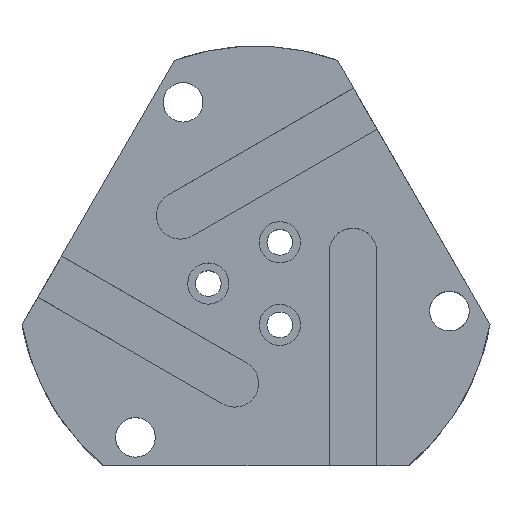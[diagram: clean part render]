
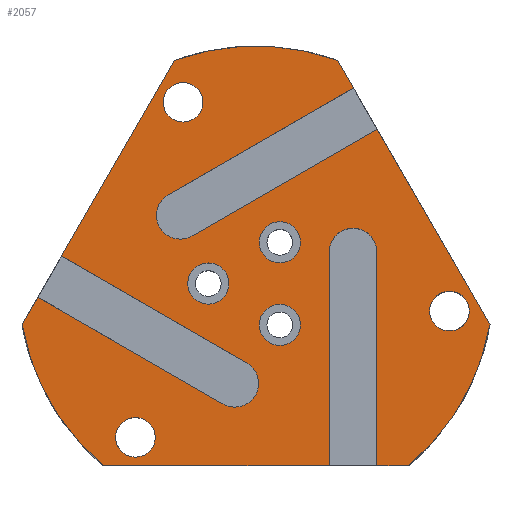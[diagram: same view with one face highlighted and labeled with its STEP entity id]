
A CAD part, top view. The second image highlights one B-rep face of the part: STEP entity #2057.
In plain terms, the highlighted planar face has unit normal (0, 0, 1).
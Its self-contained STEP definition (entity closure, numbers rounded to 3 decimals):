
#535=CARTESIAN_POINT('',(-55.104,-3.404,22.0));
#536=VERTEX_POINT('',#535);
#543=CARTESIAN_POINT('',(-8.338,-30.404,22.0));
#544=VERTEX_POINT('',#543);
#545=CARTESIAN_POINT('',(-8.338,-30.404,22.0));
#546=DIRECTION('',(-0.866,0.5,0.0));
#547=VECTOR('',#546,54.);
#548=LINE('',#545,#547);
#549=EDGE_CURVE('',#544,#536,#548,.T.);
#581=CARTESIAN_POINT('',(-2.338,-20.012,22.0));
#582=VERTEX_POINT('',#581);
#583=CARTESIAN_POINT('',(-5.338,-25.208,22.0));
#584=DIRECTION('',(0.0,0.0,-1.0));
#585=DIRECTION('',(-0.5,-0.866,0.0));
#586=AXIS2_PLACEMENT_3D('',#583,#584,#585);
#587=CIRCLE('',#586,6.);
#588=EDGE_CURVE('',#582,#544,#587,.T.);
#614=CARTESIAN_POINT('',(18.5,7.981,22.0));
#615=VERTEX_POINT('',#614);
#622=CARTESIAN_POINT('',(18.5,-46.019,22.0));
#623=VERTEX_POINT('',#622);
#624=CARTESIAN_POINT('',(18.5,-46.019,22.0));
#625=DIRECTION('',(0.0,1.0,0.0));
#626=VECTOR('',#625,54.0);
#627=LINE('',#624,#626);
#628=EDGE_CURVE('',#623,#615,#627,.T.);
#1098=CARTESIAN_POINT('',(-32.959,-34.516,22.0));
#1099=VERTEX_POINT('',#1098);
#1100=CARTESIAN_POINT('',(-30.459,-38.847,22.));
#1101=DIRECTION('',(0.0,0.0,-1.));
#1102=DIRECTION('',(-0.5,0.866,0.0));
#1103=AXIS2_PLACEMENT_3D('',#1100,#1101,#1102);
#1104=CIRCLE('',#1103,5.0);
#1105=EDGE_CURVE('',#1099,#1099,#1104,.T.);
#1135=CARTESIAN_POINT('',(-13.413,45.802,22.0));
#1136=VERTEX_POINT('',#1135);
#1137=CARTESIAN_POINT('',(-18.413,45.802,22.));
#1138=DIRECTION('',(0.0,0.0,-1.0));
#1139=DIRECTION('',(1.0,0.0,0.0));
#1140=AXIS2_PLACEMENT_3D('',#1137,#1138,#1139);
#1141=CIRCLE('',#1140,5.0);
#1142=EDGE_CURVE('',#1136,#1136,#1141,.T.);
#1152=CARTESIAN_POINT('',(-22.162,22.423,22.0));
#1153=VERTEX_POINT('',#1152);
#1162=CARTESIAN_POINT('',(-16.162,12.031,22.0));
#1163=VERTEX_POINT('',#1162);
#1164=CARTESIAN_POINT('',(-19.162,17.227,22.0));
#1165=DIRECTION('',(0.0,0.0,-1.));
#1166=DIRECTION('',(-0.5,0.866,0.0));
#1167=AXIS2_PLACEMENT_3D('',#1164,#1165,#1166);
#1168=CIRCLE('',#1167,6.);
#1169=EDGE_CURVE('',#1163,#1153,#1168,.T.);
#1194=CARTESIAN_POINT('',(30.5,-46.019,22.0));
#1195=VERTEX_POINT('',#1194);
#1211=CARTESIAN_POINT('',(-38.5,-46.019,22.0));
#1212=VERTEX_POINT('',#1211);
#1213=CARTESIAN_POINT('',(18.5,-46.019,22.0));
#1214=DIRECTION('',(-1.0,0.0,0.0));
#1215=VECTOR('',#1214,57.);
#1216=LINE('',#1213,#1215);
#1217=EDGE_CURVE('',#623,#1212,#1216,.T.);
#1235=CARTESIAN_POINT('',(38.5,-46.019,22.0));
#1236=VERTEX_POINT('',#1235);
#1243=CARTESIAN_POINT('',(38.5,-46.019,22.0));
#1244=DIRECTION('',(-1.0,0.0,0.0));
#1245=VECTOR('',#1244,8.);
#1246=LINE('',#1243,#1245);
#1247=EDGE_CURVE('',#1236,#1195,#1246,.T.);
#1274=CARTESIAN_POINT('',(46.372,-11.285,22.0));
#1275=VERTEX_POINT('',#1274);
#1276=CARTESIAN_POINT('',(48.872,-6.955,22.));
#1277=DIRECTION('',(0.0,0.0,-1.0));
#1278=DIRECTION('',(-0.5,-0.866,0.0));
#1279=AXIS2_PLACEMENT_3D('',#1276,#1277,#1278);
#1280=CIRCLE('',#1279,5.);
#1281=EDGE_CURVE('',#1275,#1275,#1280,.T.);
#1300=CARTESIAN_POINT('',(-49.104,6.988,22.0));
#1301=VERTEX_POINT('',#1300);
#1302=CARTESIAN_POINT('',(-49.104,6.988,22.0));
#1303=DIRECTION('',(0.866,-0.5,0.0));
#1304=VECTOR('',#1303,54.);
#1305=LINE('',#1302,#1304);
#1306=EDGE_CURVE('',#1301,#582,#1305,.T.);
#1348=CARTESIAN_POINT('',(30.604,39.031,22.0));
#1349=VERTEX_POINT('',#1348);
#1350=CARTESIAN_POINT('',(30.604,39.031,22.0));
#1351=DIRECTION('',(-0.866,-0.5,0.0));
#1352=VECTOR('',#1351,54.);
#1353=LINE('',#1350,#1352);
#1354=EDGE_CURVE('',#1349,#1163,#1353,.T.);
#1379=CARTESIAN_POINT('',(24.604,49.423,22.0));
#1380=VERTEX_POINT('',#1379);
#1387=CARTESIAN_POINT('',(-22.162,22.423,22.0));
#1388=DIRECTION('',(0.866,0.5,0.0));
#1389=VECTOR('',#1388,54.);
#1390=LINE('',#1387,#1389);
#1391=EDGE_CURVE('',#1153,#1380,#1390,.T.);
#1427=CARTESIAN_POINT('',(-20.604,56.351,22.0));
#1428=VERTEX_POINT('',#1427);
#1429=CARTESIAN_POINT('',(-49.104,6.988,22.0));
#1430=DIRECTION('',(0.5,0.866,0.0));
#1431=VECTOR('',#1430,57.);
#1432=LINE('',#1429,#1431);
#1433=EDGE_CURVE('',#1301,#1428,#1432,.T.);
#1451=CARTESIAN_POINT('',(-59.104,-10.332,22.0));
#1452=VERTEX_POINT('',#1451);
#1459=CARTESIAN_POINT('',(-59.104,-10.332,22.0));
#1460=DIRECTION('',(0.5,0.866,0.0));
#1461=VECTOR('',#1460,8.);
#1462=LINE('',#1459,#1461);
#1463=EDGE_CURVE('',#1452,#536,#1462,.T.);
#1476=CARTESIAN_POINT('',(59.104,-10.333,22.0));
#1477=VERTEX_POINT('',#1476);
#1478=CARTESIAN_POINT('',(30.604,39.031,22.0));
#1479=DIRECTION('',(0.5,-0.866,0.0));
#1480=VECTOR('',#1479,57.);
#1481=LINE('',#1478,#1480);
#1482=EDGE_CURVE('',#1349,#1477,#1481,.T.);
#1500=CARTESIAN_POINT('',(20.604,56.351,22.0));
#1501=VERTEX_POINT('',#1500);
#1508=CARTESIAN_POINT('',(20.604,56.351,22.0));
#1509=DIRECTION('',(0.5,-0.866,0.0));
#1510=VECTOR('',#1509,8.);
#1511=LINE('',#1508,#1510);
#1512=EDGE_CURVE('',#1501,#1380,#1511,.T.);
#1531=CARTESIAN_POINT('',(30.5,7.981,22.0));
#1532=VERTEX_POINT('',#1531);
#1539=CARTESIAN_POINT('',(24.5,7.981,22.0));
#1540=DIRECTION('',(0.0,0.0,-1.0));
#1541=DIRECTION('',(1.0,0.0,0.0));
#1542=AXIS2_PLACEMENT_3D('',#1539,#1540,#1541);
#1543=CIRCLE('',#1542,6.);
#1544=EDGE_CURVE('',#615,#1532,#1543,.T.);
#1562=CARTESIAN_POINT('',(30.5,7.981,22.0));
#1563=DIRECTION('',(0.0,-1.0,0.0));
#1564=VECTOR('',#1563,54.0);
#1565=LINE('',#1562,#1564);
#1566=EDGE_CURVE('',#1532,#1195,#1565,.T.);
#1623=CARTESIAN_POINT('',(3.42,5.925,22.0));
#1624=VERTEX_POINT('',#1623);
#1625=CARTESIAN_POINT('',(6.02,10.428,22.0));
#1626=DIRECTION('',(0.0,0.0,-1.));
#1627=DIRECTION('',(-0.5,-0.866,0.0));
#1628=AXIS2_PLACEMENT_3D('',#1625,#1626,#1627);
#1629=CIRCLE('',#1628,5.2);
#1630=EDGE_CURVE('',#1624,#1624,#1629,.T.);
#1691=CARTESIAN_POINT('',(3.421,-5.924,22.0));
#1692=VERTEX_POINT('',#1691);
#1693=CARTESIAN_POINT('',(6.021,-10.428,22.0));
#1694=DIRECTION('',(0.0,0.0,-1.0));
#1695=DIRECTION('',(-0.5,0.866,0.0));
#1696=AXIS2_PLACEMENT_3D('',#1693,#1694,#1695);
#1697=CIRCLE('',#1696,5.2);
#1698=EDGE_CURVE('',#1692,#1692,#1697,.T.);
#1759=CARTESIAN_POINT('',(-6.841,0.,22.0));
#1760=VERTEX_POINT('',#1759);
#1761=CARTESIAN_POINT('',(-12.041,0.,22.0));
#1762=DIRECTION('',(0.0,0.0,-1.0));
#1763=DIRECTION('',(1.0,0.0,0.0));
#1764=AXIS2_PLACEMENT_3D('',#1761,#1762,#1763);
#1765=CIRCLE('',#1764,5.2);
#1766=EDGE_CURVE('',#1760,#1760,#1765,.T.);
#1929=CARTESIAN_POINT('',(0.0,0.0,22.0));
#1930=DIRECTION('',(0.0,0.0,-1.0));
#1931=DIRECTION('',(0.343,0.939,0.0));
#1932=AXIS2_PLACEMENT_3D('',#1929,#1930,#1931);
#1933=CIRCLE('',#1932,60.);
#1934=EDGE_CURVE('',#1428,#1501,#1933,.T.);
#1959=CARTESIAN_POINT('',(0.0,0.0,22.0));
#1960=DIRECTION('',(0.0,0.0,-1.));
#1961=DIRECTION('',(0.642,-0.767,0.0));
#1962=AXIS2_PLACEMENT_3D('',#1959,#1960,#1961);
#1963=CIRCLE('',#1962,60.);
#1964=EDGE_CURVE('',#1477,#1236,#1963,.T.);
#1989=CARTESIAN_POINT('',(0.0,0.0,22.0));
#1990=DIRECTION('',(0.0,0.0,-1.0));
#1991=DIRECTION('',(-0.985,-0.172,0.0));
#1992=AXIS2_PLACEMENT_3D('',#1989,#1990,#1991);
#1993=CIRCLE('',#1992,60.);
#1994=EDGE_CURVE('',#1212,#1452,#1993,.T.);
#2014=CARTESIAN_POINT('',(0.,0.,22.0));
#2015=DIRECTION('',(0.0,0.0,1.0));
#2016=DIRECTION('',(1.0,0.0,0.0));
#2017=AXIS2_PLACEMENT_3D('',#2014,#2015,#2016);
#2018=PLANE('',#2017);
#2019=ORIENTED_EDGE('',*,*,#549,.T.);
#2020=ORIENTED_EDGE('',*,*,#1463,.F.);
#2021=ORIENTED_EDGE('',*,*,#1994,.F.);
#2022=ORIENTED_EDGE('',*,*,#1217,.F.);
#2023=ORIENTED_EDGE('',*,*,#628,.T.);
#2024=ORIENTED_EDGE('',*,*,#1544,.T.);
#2025=ORIENTED_EDGE('',*,*,#1566,.T.);
#2026=ORIENTED_EDGE('',*,*,#1247,.F.);
#2027=ORIENTED_EDGE('',*,*,#1964,.F.);
#2028=ORIENTED_EDGE('',*,*,#1482,.F.);
#2029=ORIENTED_EDGE('',*,*,#1354,.T.);
#2030=ORIENTED_EDGE('',*,*,#1169,.T.);
#2031=ORIENTED_EDGE('',*,*,#1391,.T.);
#2032=ORIENTED_EDGE('',*,*,#1512,.F.);
#2033=ORIENTED_EDGE('',*,*,#1934,.F.);
#2034=ORIENTED_EDGE('',*,*,#1433,.F.);
#2035=ORIENTED_EDGE('',*,*,#1306,.T.);
#2036=ORIENTED_EDGE('',*,*,#588,.T.);
#2037=EDGE_LOOP('',(#2019,#2020,#2021,#2022,#2023,#2024,#2025,#2026,#2027,#2028,#2029,#2030,#2031,#2032,#2033,#2034,#2035,#2036));
#2038=FACE_OUTER_BOUND('',#2037,.T.);
#2039=ORIENTED_EDGE('',*,*,#1281,.T.);
#2040=EDGE_LOOP('',(#2039));
#2041=FACE_BOUND('',#2040,.T.);
#2042=ORIENTED_EDGE('',*,*,#1105,.T.);
#2043=EDGE_LOOP('',(#2042));
#2044=FACE_BOUND('',#2043,.T.);
#2045=ORIENTED_EDGE('',*,*,#1142,.T.);
#2046=EDGE_LOOP('',(#2045));
#2047=FACE_BOUND('',#2046,.T.);
#2048=ORIENTED_EDGE('',*,*,#1630,.T.);
#2049=EDGE_LOOP('',(#2048));
#2050=FACE_BOUND('',#2049,.T.);
#2051=ORIENTED_EDGE('',*,*,#1698,.T.);
#2052=EDGE_LOOP('',(#2051));
#2053=FACE_BOUND('',#2052,.T.);
#2054=ORIENTED_EDGE('',*,*,#1766,.T.);
#2055=EDGE_LOOP('',(#2054));
#2056=FACE_BOUND('',#2055,.T.);
#2057=ADVANCED_FACE('',(#2038,#2041,#2044,#2047,#2050,#2053,#2056),#2018,.T.);
